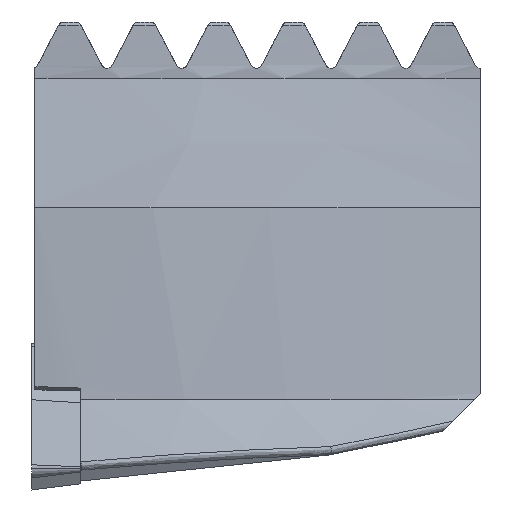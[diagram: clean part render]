
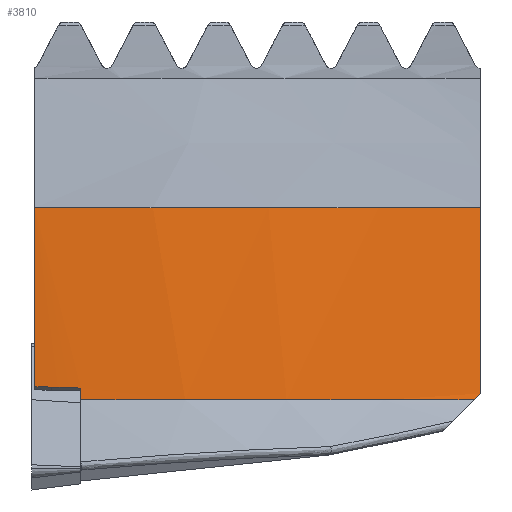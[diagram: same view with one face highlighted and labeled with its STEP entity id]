
A CAD part, left-side view. The second image highlights one B-rep face of the part: STEP entity #3810.
In plain terms, the highlighted cylindrical face has radius 63.06 mm (diameter 126.12 mm), a partial arc.
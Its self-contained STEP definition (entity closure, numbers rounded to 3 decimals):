
#1396=VERTEX_POINT('NONE',#3962);
#1492=EDGE_CURVE('NONE',#1396,#2460,#4069,.F.);
#1536=VERTEX_POINT('NONE',#4117);
#1540=EDGE_CURVE('NONE',#1536,#2460,#4121,.F.);
#1548=VERTEX_POINT('NONE',#4129);
#1698=EDGE_CURVE('NONE',#2508,#1548,#4295,.F.);
#2378=VERTEX_POINT('NONE',#5050);
#2422=EDGE_CURVE('NONE',#1396,#2614,#5100,.F.);
#2460=VERTEX_POINT('NONE',#5144);
#2488=EDGE_CURVE('NONE',#2378,#1548,#5174,.T.);
#2508=VERTEX_POINT('NONE',#5196);
#2606=EDGE_CURVE('NONE',#2614,#2378,#5303,.F.);
#2614=VERTEX_POINT('NONE',#5312);
#3314=EDGE_CURVE('NONE',#1536,#2508,#6082,.F.);
#3810=ADVANCED_FACE('NONE',(#6608),#6609,.T.);
#3962=CARTESIAN_POINT('',(2.561,-3.97,8.185));
#4069=LINE('',#7018,#7019);
#4117=CARTESIAN_POINT('',(13.373,-35.558,7.24));
#4121=CIRCLE('',#7113,63.06);
#4129=CARTESIAN_POINT('',(13.726,-36.07,22.673));
#4295=LINE('',#7418,#7419);
#5050=CARTESIAN_POINT('',(2.44,-0.27,22.673));
#5100=ELLIPSE('',#8672,82.319,63.06);
#5144=CARTESIAN_POINT('',(2.561,-3.97,7.24));
#5174=CIRCLE('',#8781,63.06);
#5196=CARTESIAN_POINT('',(13.726,-36.07,7.753));
#5303=LINE('',#8996,#8997);
#5312=CARTESIAN_POINT('',(2.44,-0.27,8.286));
#6082=ELLIPSE('',#10442,89.18,63.06);
#6608=FACE_OUTER_BOUND('',#11330,.T.);
#6609=CYLINDRICAL_SURFACE('',#11331,63.06);
#7018=CARTESIAN_POINT('',(2.561,-3.97,7.24));
#7019=VECTOR('',#11660,1.0);
#7113=AXIS2_PLACEMENT_3D('',#11720,#11721,#11722);
#7418=CARTESIAN_POINT('',(13.726,-36.07,7.24));
#7419=VECTOR('',#11930,1.0);
#8672=AXIS2_PLACEMENT_3D('',#12943,#12944,#12945);
#8781=AXIS2_PLACEMENT_3D('',#13046,#13047,#13048);
#8996=CARTESIAN_POINT('',(2.44,-0.27,7.24));
#8997=VECTOR('',#13199,1.0);
#10442=AXIS2_PLACEMENT_3D('',#14136,#14137,#14138);
#11330=EDGE_LOOP('',(#14580,#14581,#14582,#14583,#14584,#14585,#14586));
#11331=AXIS2_PLACEMENT_3D('',#14587,#14588,#14589);
#11660=DIRECTION('',(0.,0.,1.0));
#11720=CARTESIAN_POINT('',(65.5,-0.07,7.24));
#11721=DIRECTION('',(0.,0.,1.0));
#11722=DIRECTION('',(0.,1.0,0.));
#11930=DIRECTION('',(0.,0.,-1.0));
#12943=CARTESIAN_POINT('',(65.5,-0.07,-44.627));
#12944=DIRECTION('',(0.643,0.,0.766));
#12945=DIRECTION('',(-0.766,0.,0.643));
#13046=CARTESIAN_POINT('',(65.5,-0.07,22.673));
#13047=DIRECTION('',(0.,0.,1.0));
#13048=DIRECTION('',(0.,1.0,0.));
#13199=DIRECTION('',(0.,0.,-1.0));
#14136=CARTESIAN_POINT('',(65.5,-0.07,-28.247));
#14137=DIRECTION('',(0.,-0.707,-0.707));
#14138=DIRECTION('',(0.,0.707,-0.707));
#14580=ORIENTED_EDGE('',*,*,#1492,.T.);
#14581=ORIENTED_EDGE('',*,*,#1540,.F.);
#14582=ORIENTED_EDGE('',*,*,#3314,.T.);
#14583=ORIENTED_EDGE('',*,*,#1698,.T.);
#14584=ORIENTED_EDGE('',*,*,#2488,.F.);
#14585=ORIENTED_EDGE('',*,*,#2606,.F.);
#14586=ORIENTED_EDGE('',*,*,#2422,.F.);
#14587=CARTESIAN_POINT('',(65.5,-0.07,7.24));
#14588=DIRECTION('',(0.,0.,-1.0));
#14589=DIRECTION('',(0.,1.0,0.));
